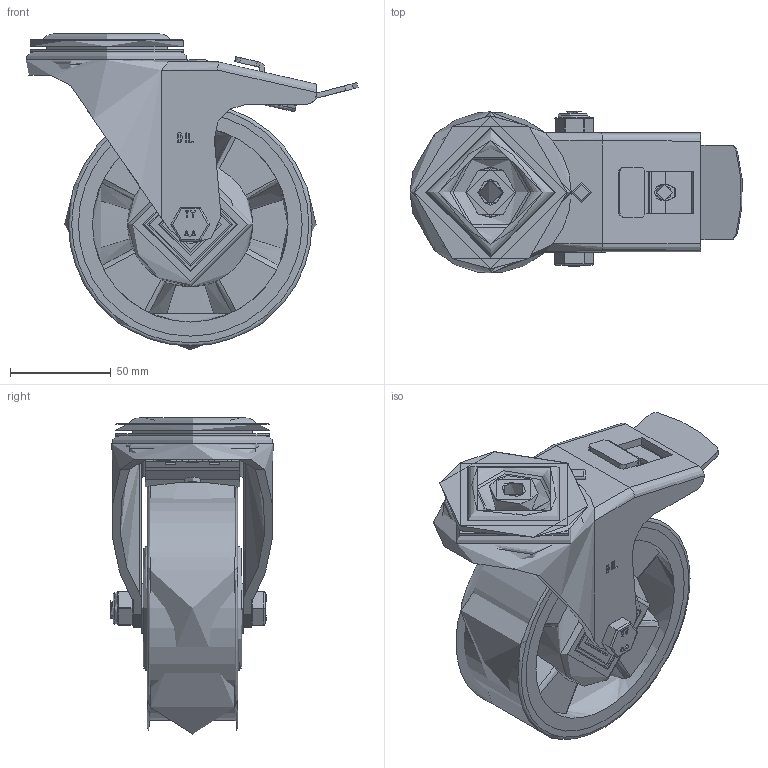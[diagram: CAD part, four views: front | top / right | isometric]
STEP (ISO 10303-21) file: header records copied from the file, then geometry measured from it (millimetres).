
FILE_DESCRIPTION(/* description */ (''),/* implementation_level */ '2;1');
FILE_NAME(/* name */ 'BZH125XPNBJBH12SWB.step',/* time_stamp */ '2025-06-23T11:40:53+01:00',/* author */ (''),/* organization */ (''),/* preprocessor_version */ 'ST-DEVELOPER v20.1',/* originating_system */ 'Autodesk Translation Framework v14.10.0.0',/* authorisation */ '');
FILE_SCHEMA (('AUTOMOTIVE_DESIGN { 1 0 10303 214 3 1 1 }'));
Products named in the file (35): BZH125XPNBJBH12SWB; BZH125ASBH12SWB v1; ZINC PLATED, PRESSED STEEL TOP HEAD; ZINC PLATED, PRESSED STEEL FORKS; BEARING SEAL; ZINC PLATED, PRESSED STEEL BRAKE PEDAL; BRAKE PAD; BRAKE PAD Geometry; BRAKE BOLT; BOLT; NUT; BZXH125WPNBJM20 v1; POLYURETHANE TYRE; NYLON RIM; NYLON RIM Geometry; BEARING SPACER; BEARING6204; BALL BEARINGS; BEARING6204 (1); BALL BEARINGS (1); Component3; INNER; OUTER; MIDDLE; RUBBER; TH20X1X10 - 3 v1; ZINC PLATED HEADED SPACER; TH20X1X10 - 3 v1 (1); ZINC PLATED HEADED SPACER (1); HEXBOLTM10X70Z8.8 v2; GRADE 8.8 THREADED ZINC PLATED BOLT; NYLOCM10Z v1; NYLOC NUT; RUBBER (1); NUT (1)
Assembly tree (53 placements, depth 5):
  BZH125XPNBJBH12SWB
    BZH125ASBH12SWB v1
      ZINC PLATED, PRESSED STEEL TOP HEAD
      ZINC PLATED, PRESSED STEEL FORKS
      BEARING SEAL
      ZINC PLATED, PRESSED STEEL BRAKE PEDAL
      BRAKE PAD
        BRAKE PAD Geometry
        BRAKE BOLT
        BOLT
        NUT
    BZXH125WPNBJM20 v1
      POLYURETHANE TYRE
      NYLON RIM
        NYLON RIM Geometry
        BEARING SPACER
      BEARING6204
        INNER
        OUTER
        BALL BEARINGS
          Component3  x8
        MIDDLE
        RUBBER
      BEARING6204 (1)
        BALL BEARINGS (1)
          Component3  x8
        INNER
        OUTER
        MIDDLE
        RUBBER
    TH20X1X10 - 3 v1
      ZINC PLATED HEADED SPACER
    TH20X1X10 - 3 v1 (1)
      ZINC PLATED HEADED SPACER (1)
    HEXBOLTM10X70Z8.8 v2
      GRADE 8.8 THREADED ZINC PLATED BOLT
    NYLOCM10Z v1
      NYLOC NUT
        RUBBER (1)
        NUT (1)
Bounding box: 164.71 x 80.5 x 157 mm (x, y, z)
Volume: 506419.2 mm3; surface area: 227153.7 mm2
Topology: 42 solids, 42 shells, 1403 faces, 3676 edges, 2428 vertices
Faces by surface type: plane 669, bspline 415, cylinder 230, sphere 60, torus 28, cone 1
Full cylindrical faces by diameter (mm): 6 x4, 8 x2, 8.141 x18, 9.85 x19, 10 x3, 10.2 x2, 10.5 x2, 12 x2, 12.1 x1, 16 x2, 19.75 x2, 20 x3, 25 x4, 26 x1, 27 x2, 28.5 x8, 30 x1, 30.124 x1, 30.8 x4, 31.3 x4, 32 x1, 38 x1, 39 x1, 40.3 x4, 40.5 x4, 40.8 x4, 42 x10, 47 x4, 58 x1, 60 x2
Entity records: 46265 total; most frequent: CARTESIAN_POINT 20902, ORIENTED_EDGE 5438, DIRECTION 4438, EDGE_CURVE 2719, VERTEX_POINT 1794, AXIS2_PLACEMENT_3D 1589, LINE 1260, VECTOR 1260
